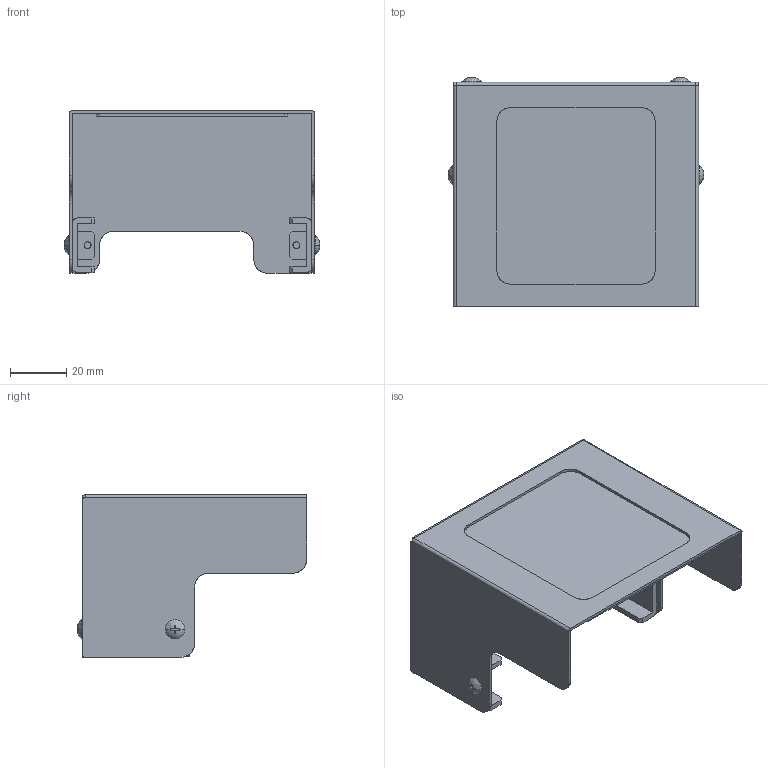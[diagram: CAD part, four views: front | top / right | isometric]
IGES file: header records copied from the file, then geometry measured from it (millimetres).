
Start section: SolidWorks IGES file using analytic representation for surfaces
Global section: file name: SUC-884IGS.IGS; native system: SolidWorks 2011; preprocessor: SolidWorks 2011; author: kitaguchi2640; date: 230412.160235; units: millimetre
Bounding box: 91.26 x 81.88 x 58 mm (x, y, z)
Surface area: 43714.1 mm2 (no closed solid volume)
Topology: 0 solids, 0 shells, 174 faces, 2028 edges, 2028 vertices
Faces by surface type: bspline 133, revolution 41
